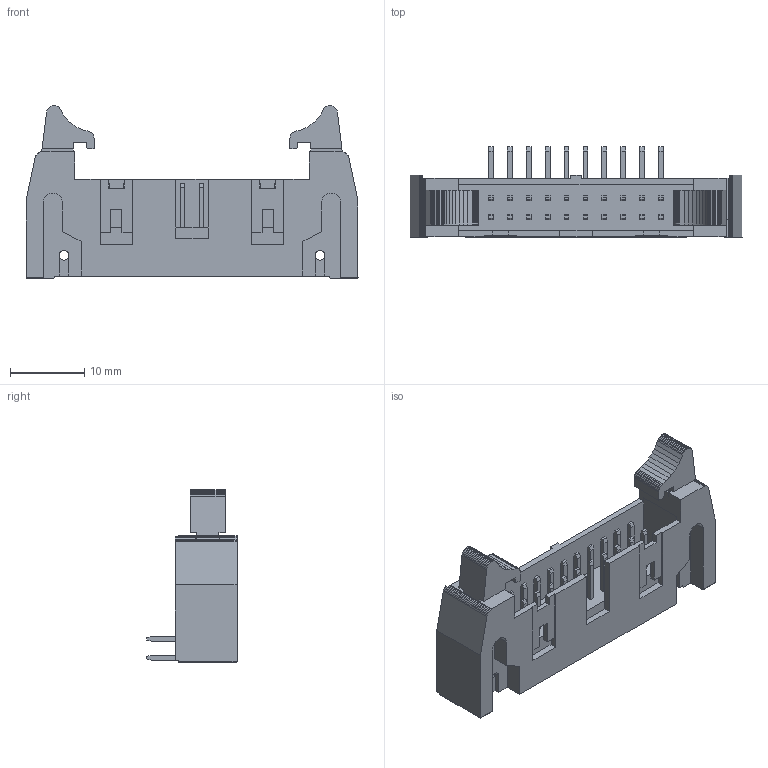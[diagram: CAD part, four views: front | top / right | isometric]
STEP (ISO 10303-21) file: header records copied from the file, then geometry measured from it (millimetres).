
FILE_DESCRIPTION(('STEP AP214'),'1');
FILE_NAME('header_awh20a-0222-t.stp','2015-03-31T16:01:14',('TraceParts'),('TraceParts S.A.'),'XStep 1.0',' ',' ');
FILE_SCHEMA(('automotive_design'));
Length unit declared in the file: millimetre
Products named in the file (1): 1
Bounding box: 44.6 x 12.1 x 23.2 mm (x, y, z)
Volume: 3683.5 mm3; surface area: 3694.2 mm2
Topology: 1 solids, 1 shells, 524 faces, 1488 edges, 990 vertices
Faces by surface type: plane 514, cylinder 10
Entity records: 33296 total; most frequent: CARTESIAN_POINT 3003, STYLED_ITEM 3002, PRESENTATION_STYLE_ASSIGNMENT 3002, COLOUR_RGB 3002, ORIENTED_EDGE 2976, DIRECTION 2576, EDGE_CURVE 1488, CURVE_STYLE 1488
